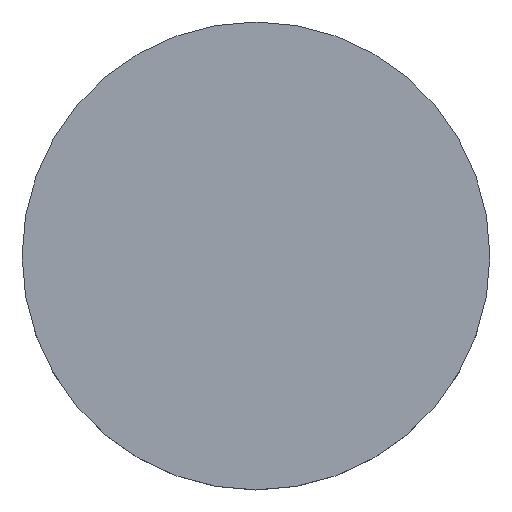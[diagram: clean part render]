
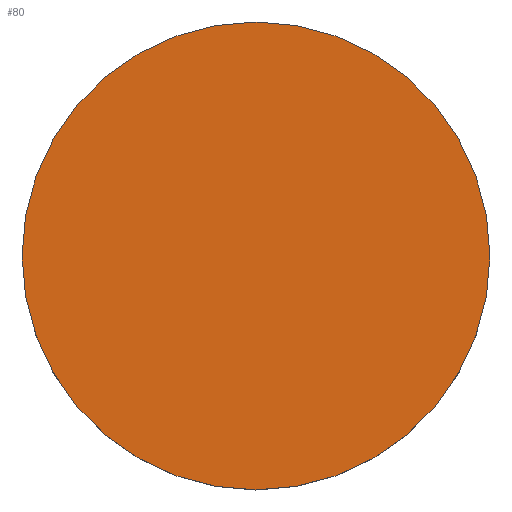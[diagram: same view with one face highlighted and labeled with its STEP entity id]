
A CAD part, top view. The second image highlights one B-rep face of the part: STEP entity #80.
In plain terms, the highlighted planar face has unit normal (0, 0, 1).
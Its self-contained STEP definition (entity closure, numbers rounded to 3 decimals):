
#15 = EDGE_LOOP ( 'NONE', ( #102, #128 ) ) ;
#17 = DIRECTION ( 'NONE',  ( 0., 0., 1. ) ) ;
#18 = DIRECTION ( 'NONE',  ( 0., 0., -1. ) ) ;
#20 = CIRCLE ( 'NONE', #170, 12.7 ) ;
#27 = AXIS2_PLACEMENT_3D ( 'NONE', #127, #18, #125 ) ;
#36 = CARTESIAN_POINT ( 'NONE',  ( 0., 0., 3.6 ) ) ;
#39 = DIRECTION ( 'NONE',  ( 1., 0., 0. ) ) ;
#73 = EDGE_CURVE ( 'NONE', #160, #217, #20, .T. ) ;
#80 = ADVANCED_FACE ( 'NONE', ( #173 ), #185, .T. ) ;
#83 = CARTESIAN_POINT ( 'NONE',  ( 0., 26.112, 3.6 ) ) ;
#102 = ORIENTED_EDGE ( 'NONE', *, *, #229, .F. ) ;
#106 = CIRCLE ( 'NONE', #27, 12.7 ) ;
#125 = DIRECTION ( 'NONE',  ( 1., 0., 0. ) ) ;
#127 = CARTESIAN_POINT ( 'NONE',  ( 0., 0., 3.6 ) ) ;
#128 = ORIENTED_EDGE ( 'NONE', *, *, #73, .F. ) ;
#154 = CARTESIAN_POINT ( 'NONE',  ( -12.7, 0., 3.6 ) ) ;
#157 = CARTESIAN_POINT ( 'NONE',  ( 12.7, 0., 3.6 ) ) ;
#160 = VERTEX_POINT ( 'NONE', #154 ) ;
#168 = DIRECTION ( 'NONE',  ( 0., 0., -1. ) ) ;
#169 = DIRECTION ( 'NONE',  ( 1., 0., 0. ) ) ;
#170 = AXIS2_PLACEMENT_3D ( 'NONE', #36, #168, #39 ) ;
#173 = FACE_OUTER_BOUND ( 'NONE', #15, .T. ) ;
#185 = PLANE ( 'NONE',  #194 ) ;
#194 = AXIS2_PLACEMENT_3D ( 'NONE', #83, #17, #169 ) ;
#217 = VERTEX_POINT ( 'NONE', #157 ) ;
#229 = EDGE_CURVE ( 'NONE', #217, #160, #106, .T. ) ;
